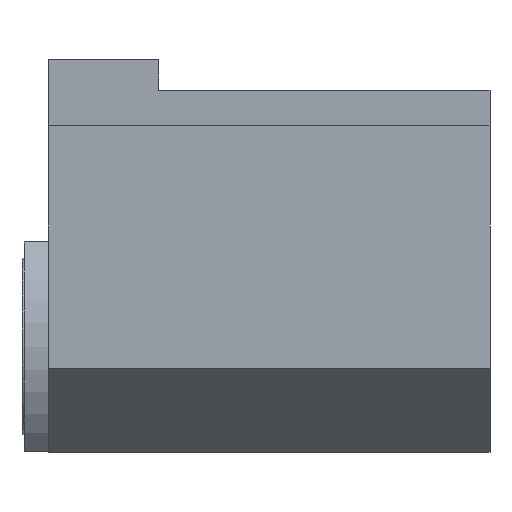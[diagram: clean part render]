
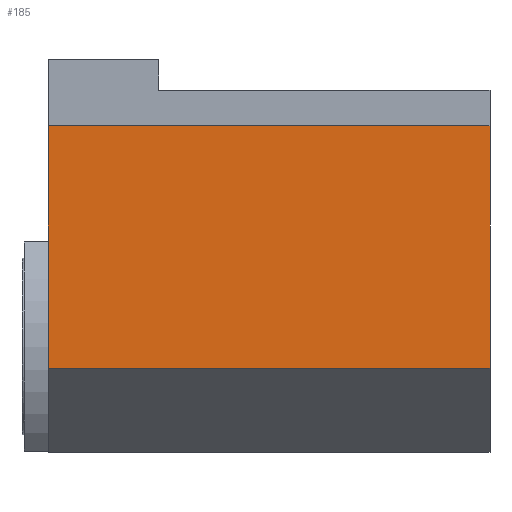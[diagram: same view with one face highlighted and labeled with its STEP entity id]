
A CAD part, front view. The second image highlights one B-rep face of the part: STEP entity #185.
In plain terms, the highlighted planar face has unit normal (0, -1, 0).
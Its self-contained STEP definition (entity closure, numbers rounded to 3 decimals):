
#59=FACE_OUTER_BOUND('',#256,.T.);
#73=LINE('',#844,#123);
#84=LINE('',#879,#134);
#98=LINE('',#910,#148);
#109=LINE('',#931,#159);
#123=VECTOR('',#679,1.);
#134=VECTOR('',#712,1.);
#148=VECTOR('',#736,1.);
#159=VECTOR('',#755,1.);
#185=ADVANCED_FACE('',(#59),#215,.F.);
#215=PLANE('',#629);
#256=EDGE_LOOP('',(#361,#362,#363,#364));
#361=ORIENTED_EDGE('',*,*,#483,.T.);
#362=ORIENTED_EDGE('',*,*,#500,.T.);
#363=ORIENTED_EDGE('',*,*,#527,.F.);
#364=ORIENTED_EDGE('',*,*,#516,.F.);
#433=VERTEX_POINT('',#843);
#434=VERTEX_POINT('',#845);
#446=VERTEX_POINT('',#878);
#459=VERTEX_POINT('',#911);
#483=EDGE_CURVE('',#434,#433,#73,.T.);
#500=EDGE_CURVE('',#433,#446,#84,.T.);
#516=EDGE_CURVE('',#434,#459,#98,.T.);
#527=EDGE_CURVE('',#459,#446,#109,.T.);
#629=AXIS2_PLACEMENT_3D('',#933,#758,#759);
#679=DIRECTION('',(1.,0.,0.));
#712=DIRECTION('',(0.,0.,1.));
#736=DIRECTION('',(0.,0.,1.));
#755=DIRECTION('',(1.,0.,0.));
#758=DIRECTION('',(0.,1.,0.));
#759=DIRECTION('',(0.,0.,1.));
#843=CARTESIAN_POINT('',(75.,-56.933,-54.947));
#844=CARTESIAN_POINT('',(-25.,-56.933,-54.947));
#845=CARTESIAN_POINT('',(-25.,-56.933,-54.947));
#878=CARTESIAN_POINT('',(75.,-56.933,0.));
#879=CARTESIAN_POINT('',(75.,-56.933,-54.947));
#910=CARTESIAN_POINT('',(-25.,-56.933,-54.947));
#911=CARTESIAN_POINT('',(-25.,-56.933,0.));
#931=CARTESIAN_POINT('',(-25.,-56.933,0.));
#933=CARTESIAN_POINT('',(-25.,-56.933,-54.947));
